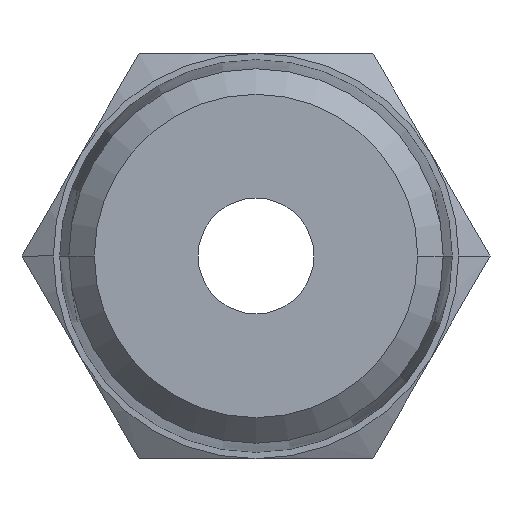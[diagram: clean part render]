
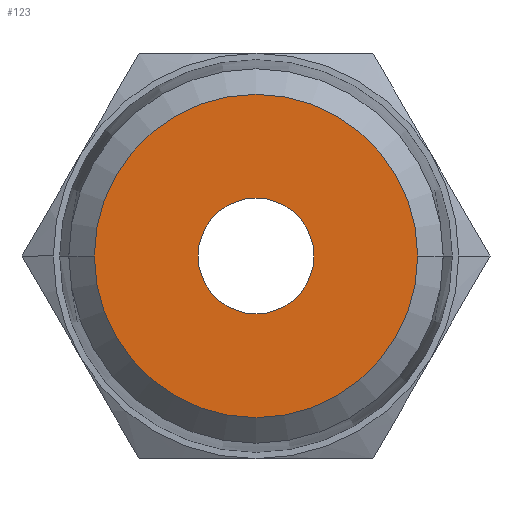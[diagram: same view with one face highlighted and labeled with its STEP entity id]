
A CAD part, front view. The second image highlights one B-rep face of the part: STEP entity #123.
In plain terms, the highlighted planar face has unit normal (0, -1, 0).
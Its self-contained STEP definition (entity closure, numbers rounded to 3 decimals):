
#123=ADVANCED_FACE('',(#245,#246),#247,.T.);
#245=FACE_OUTER_BOUND('',#364,.T.);
#246=FACE_BOUND('',#365,.T.);
#247=PLANE('',#366);
#364=EDGE_LOOP('',(#636,#637));
#365=EDGE_LOOP('',(#638,#639));
#366=AXIS2_PLACEMENT_3D('',#640,#641,#642);
#636=ORIENTED_EDGE('',*,*,#744,.T.);
#637=ORIENTED_EDGE('',*,*,#742,.T.);
#638=ORIENTED_EDGE('',*,*,#793,.F.);
#639=ORIENTED_EDGE('',*,*,#788,.F.);
#640=CARTESIAN_POINT('',(0.0,-11.0,0.0));
#641=DIRECTION('',(0.0,-1.0,0.0));
#642=DIRECTION('',(0.0,0.0,-1.0));
#742=EDGE_CURVE('',#891,#894,#896,.T.);
#744=EDGE_CURVE('',#894,#891,#898,.T.);
#788=EDGE_CURVE('',#948,#950,#951,.T.);
#793=EDGE_CURVE('',#950,#948,#956,.T.);
#891=VERTEX_POINT('',#1161);
#894=VERTEX_POINT('',#1165);
#896=CIRCLE('',#1168,5.583);
#898=CIRCLE('',#1170,5.583);
#948=VERTEX_POINT('',#1334);
#950=VERTEX_POINT('',#1337);
#951=CIRCLE('',#1338,2.0);
#956=CIRCLE('',#1353,2.0);
#1161=CARTESIAN_POINT('',(5.583,-11.0,0.));
#1165=CARTESIAN_POINT('',(-5.583,-11.0,0.0));
#1168=AXIS2_PLACEMENT_3D('',#1442,#1443,#1444);
#1170=AXIS2_PLACEMENT_3D('',#1445,#1446,#1447);
#1334=CARTESIAN_POINT('',(2.0,-11.0,0.));
#1337=CARTESIAN_POINT('',(-2.0,-11.0,0.0));
#1338=AXIS2_PLACEMENT_3D('',#1479,#1480,#1481);
#1353=AXIS2_PLACEMENT_3D('',#1483,#1484,#1485);
#1442=CARTESIAN_POINT('',(0.0,-11.0,0.0));
#1443=DIRECTION('',(0.0,-1.0,0.0));
#1444=DIRECTION('',(1.0,0.0,0.0));
#1445=CARTESIAN_POINT('',(0.0,-11.0,0.0));
#1446=DIRECTION('',(0.0,-1.0,0.0));
#1447=DIRECTION('',(1.0,0.0,0.0));
#1479=CARTESIAN_POINT('',(0.0,-11.0,0.0));
#1480=DIRECTION('',(0.0,-1.0,0.0));
#1481=DIRECTION('',(1.0,0.0,0.0));
#1483=CARTESIAN_POINT('',(0.0,-11.0,0.0));
#1484=DIRECTION('',(0.0,-1.0,0.0));
#1485=DIRECTION('',(1.0,0.0,0.0));
